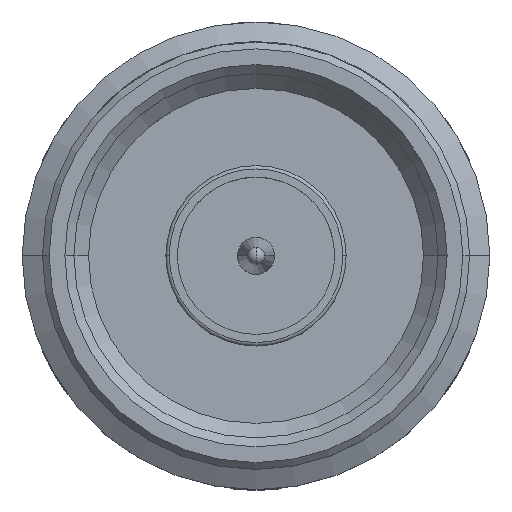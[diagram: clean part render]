
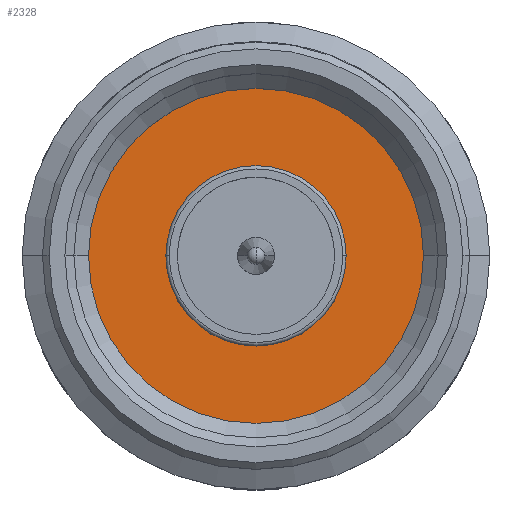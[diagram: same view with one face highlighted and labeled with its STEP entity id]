
A CAD part, top view. The second image highlights one B-rep face of the part: STEP entity #2328.
In plain terms, the highlighted planar face has unit normal (0, 0, 1).
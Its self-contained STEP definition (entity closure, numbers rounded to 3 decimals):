
#351 = EDGE_LOOP ( 'NONE', ( #10548, #14147 ) ) ;
#762 = DIRECTION ( 'NONE',  ( -1., 0., 0. ) ) ;
#839 = CIRCLE ( 'NONE', #2430, 4.01 ) ;
#1942 = CARTESIAN_POINT ( 'NONE',  ( -7.45, 0., -4.683 ) ) ;
#2328 = ADVANCED_FACE ( 'NONE', ( #3539, #12018 ), #12893, .F. ) ;
#2430 = AXIS2_PLACEMENT_3D ( 'NONE', #10508, #3859, #11614 ) ;
#2920 = DIRECTION ( 'NONE',  ( 0., 0., -1. ) ) ;
#3113 = VERTEX_POINT ( 'NONE', #4187 ) ;
#3535 = ORIENTED_EDGE ( 'NONE', *, *, #13333, .T. ) ;
#3539 = FACE_BOUND ( 'NONE', #351, .T. ) ;
#3676 = VERTEX_POINT ( 'NONE', #13268 ) ;
#3859 = DIRECTION ( 'NONE',  ( 0., 0., -1. ) ) ;
#3967 = CARTESIAN_POINT ( 'NONE',  ( 0., 0., -4.683 ) ) ;
#4063 = VERTEX_POINT ( 'NONE', #5738 ) ;
#4145 = CARTESIAN_POINT ( 'NONE',  ( 0., 0., -4.683 ) ) ;
#4187 = CARTESIAN_POINT ( 'NONE',  ( 4.01, 0., -4.683 ) ) ;
#4369 = DIRECTION ( 'NONE',  ( 0., 0., 1. ) ) ;
#5060 = VERTEX_POINT ( 'NONE', #1942 ) ;
#5097 = DIRECTION ( 'NONE',  ( -1., 0., 0. ) ) ;
#5267 = DIRECTION ( 'NONE',  ( -1., 0., 0. ) ) ;
#5738 = CARTESIAN_POINT ( 'NONE',  ( 7.45, 0., -4.683 ) ) ;
#6144 = AXIS2_PLACEMENT_3D ( 'NONE', #6304, #2920, #762 ) ;
#6304 = CARTESIAN_POINT ( 'NONE',  ( 0., 0., -4.683 ) ) ;
#6559 = CIRCLE ( 'NONE', #6609, 4.01 ) ;
#6609 = AXIS2_PLACEMENT_3D ( 'NONE', #3967, #11718, #5097 ) ;
#7971 = EDGE_CURVE ( 'NONE', #3113, #3676, #6559, .T. ) ;
#8028 = EDGE_CURVE ( 'NONE', #4063, #5060, #12546, .T. ) ;
#8538 = EDGE_LOOP ( 'NONE', ( #10516, #3535 ) ) ;
#10490 = EDGE_CURVE ( 'NONE', #3676, #3113, #839, .T. ) ;
#10508 = CARTESIAN_POINT ( 'NONE',  ( 0., 0., -4.683 ) ) ;
#10516 = ORIENTED_EDGE ( 'NONE', *, *, #8028, .T. ) ;
#10548 = ORIENTED_EDGE ( 'NONE', *, *, #7971, .T. ) ;
#11003 = CARTESIAN_POINT ( 'NONE',  ( 0., 0., -4.683 ) ) ;
#11614 = DIRECTION ( 'NONE',  ( -1., 0., 0. ) ) ;
#11718 = DIRECTION ( 'NONE',  ( 0., 0., -1. ) ) ;
#11893 = DIRECTION ( 'NONE',  ( 0., 0., 1. ) ) ;
#12018 = FACE_OUTER_BOUND ( 'NONE', #8538, .T. ) ;
#12101 = DIRECTION ( 'NONE',  ( -1., 0., 0. ) ) ;
#12546 = CIRCLE ( 'NONE', #13922, 7.45 ) ;
#12893 = PLANE ( 'NONE',  #6144 ) ;
#13268 = CARTESIAN_POINT ( 'NONE',  ( -4.01, 0., -4.683 ) ) ;
#13333 = EDGE_CURVE ( 'NONE', #5060, #4063, #14178, .T. ) ;
#13425 = AXIS2_PLACEMENT_3D ( 'NONE', #11003, #4369, #12101 ) ;
#13922 = AXIS2_PLACEMENT_3D ( 'NONE', #4145, #11893, #5267 ) ;
#14147 = ORIENTED_EDGE ( 'NONE', *, *, #10490, .T. ) ;
#14178 = CIRCLE ( 'NONE', #13425, 7.45 ) ;
